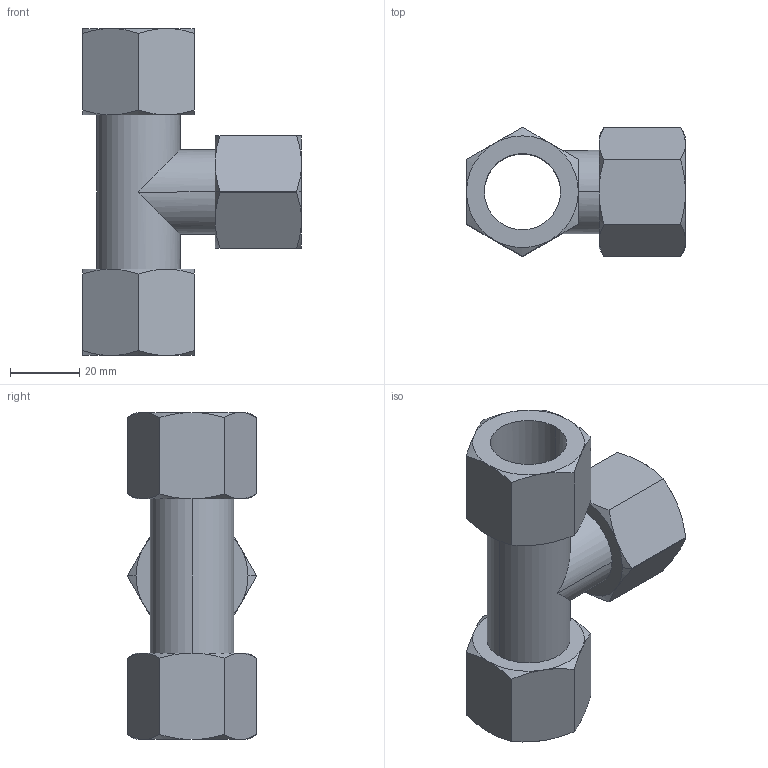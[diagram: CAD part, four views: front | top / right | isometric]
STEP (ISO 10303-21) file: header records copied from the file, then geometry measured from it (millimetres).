
FILE_DESCRIPTION(('STEP AP214'),'1');
FILE_NAME('0104_22_00.stp','2016-07-07T14:21:17',('TraceParts'),('TraceParts S.A.'),'Spatial InterOp 3D',' ',' ');
FILE_SCHEMA(('automotive_design'));
Length unit declared in the file: millimetre
Products named in the file (1): Sym_trie2
Bounding box: 63.14 x 37.23 x 94.29 mm (x, y, z)
Volume: 42941.3 mm3; surface area: 23681.6 mm2
Topology: 1 solids, 1 shells, 80 faces, 188 edges, 112 vertices
Faces by surface type: cone 40, plane 28, cylinder 12
Entity records: 3245 total; most frequent: CARTESIAN_POINT 909, ORIENTED_EDGE 376, DIRECTION 310, EDGE_CURVE 188, AXIS2_PLACEMENT_3D 137, VERTEX_POINT 112, EDGE_LOOP 86, B_SPLINE_CURVE_WITH_KNOTS 84
